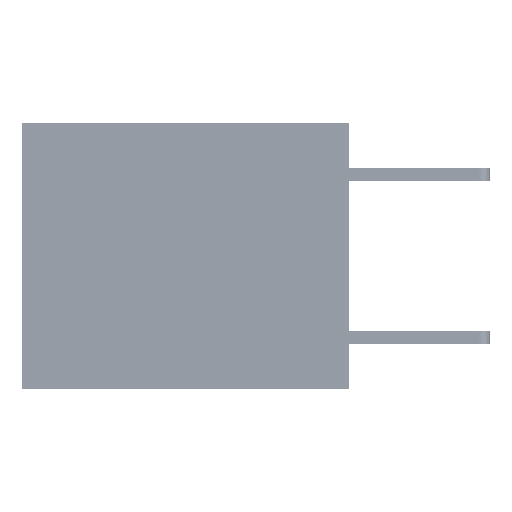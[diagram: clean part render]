
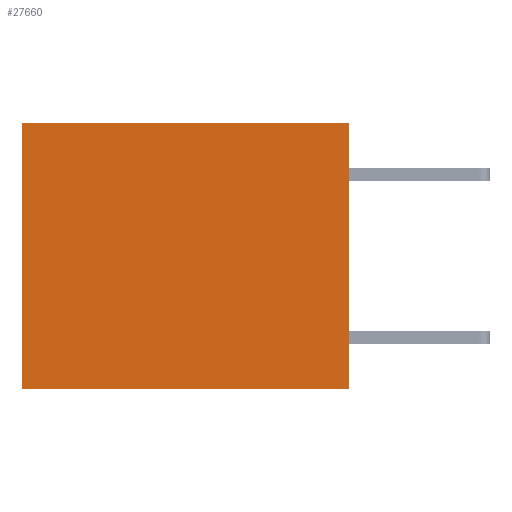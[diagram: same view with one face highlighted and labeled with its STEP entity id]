
A CAD part, left-side view. The second image highlights one B-rep face of the part: STEP entity #27660.
In plain terms, the highlighted planar face has unit normal (-1, 0, 0).
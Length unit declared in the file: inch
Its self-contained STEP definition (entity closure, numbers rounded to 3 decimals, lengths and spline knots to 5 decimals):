
#434 = VERTEX_POINT ( 'NONE', #9616 ) ;
#435 = CARTESIAN_POINT ( 'NONE',  ( 0.3165, 0., 0. ) ) ;
#848 = ORIENTED_EDGE ( 'NONE', *, *, #34239, .T. ) ;
#1273 = CARTESIAN_POINT ( 'NONE',  ( 0.3165, 0.6, -0.49 ) ) ;
#2715 = ORIENTED_EDGE ( 'NONE', *, *, #24056, .T. ) ;
#4283 = VERTEX_POINT ( 'NONE', #30866 ) ;
#6099 = VECTOR ( 'NONE', #22928, 39.37008 ) ;
#9350 = VERTEX_POINT ( 'NONE', #1273 ) ;
#9466 = CARTESIAN_POINT ( 'NONE',  ( 0.3165, 0.6, -0.49 ) ) ;
#9616 = CARTESIAN_POINT ( 'NONE',  ( 0.3165, 0., -0.49 ) ) ;
#10344 = VECTOR ( 'NONE', #30325, 39.37008 ) ;
#10842 = VERTEX_POINT ( 'NONE', #435 ) ;
#10952 = DIRECTION ( 'NONE',  ( 1., 0., 0. ) ) ;
#13173 = VECTOR ( 'NONE', #23103, 39.37008 ) ;
#13269 = LINE ( 'NONE', #23151, #6099 ) ;
#13730 = LINE ( 'NONE', #27434, #10344 ) ;
#14896 = LINE ( 'NONE', #9466, #13173 ) ;
#16158 = CARTESIAN_POINT ( 'NONE',  ( 0.3165, 0., -0.49 ) ) ;
#17424 = CARTESIAN_POINT ( 'NONE',  ( 0.3165, 0., 0. ) ) ;
#19169 = FACE_OUTER_BOUND ( 'NONE', #34390, .T. ) ;
#19590 = EDGE_CURVE ( 'NONE', #434, #9350, #13730, .T. ) ;
#21843 = DIRECTION ( 'NONE',  ( 0., 0., -1. ) ) ;
#22830 = EDGE_CURVE ( 'NONE', #10842, #434, #13269, .T. ) ;
#22928 = DIRECTION ( 'NONE',  ( 0., 0., -1. ) ) ;
#23103 = DIRECTION ( 'NONE',  ( 0., 0., -1. ) ) ;
#23151 = CARTESIAN_POINT ( 'NONE',  ( 0.3165, 0., -0.49 ) ) ;
#24056 = EDGE_CURVE ( 'NONE', #4283, #9350, #14896, .T. ) ;
#27434 = CARTESIAN_POINT ( 'NONE',  ( 0.3165, 0., -0.49 ) ) ;
#27516 = AXIS2_PLACEMENT_3D ( 'NONE', #16158, #10952, #21843 ) ;
#27660 = ADVANCED_FACE ( 'NONE', ( #19169 ), #29709, .F. ) ;
#29709 = PLANE ( 'NONE',  #27516 ) ;
#30325 = DIRECTION ( 'NONE',  ( 0., 1., 0. ) ) ;
#30866 = CARTESIAN_POINT ( 'NONE',  ( 0.3165, 0.6, 0. ) ) ;
#32030 = VECTOR ( 'NONE', #32988, 39.37008 ) ;
#32463 = ORIENTED_EDGE ( 'NONE', *, *, #19590, .F. ) ;
#32467 = LINE ( 'NONE', #17424, #32030 ) ;
#32988 = DIRECTION ( 'NONE',  ( 0., 1., 0. ) ) ;
#33160 = ORIENTED_EDGE ( 'NONE', *, *, #22830, .F. ) ;
#34239 = EDGE_CURVE ( 'NONE', #10842, #4283, #32467, .T. ) ;
#34390 = EDGE_LOOP ( 'NONE', ( #2715, #32463, #33160, #848 ) ) ;
